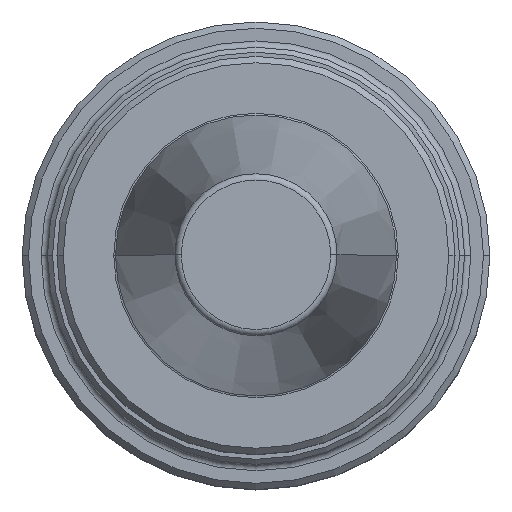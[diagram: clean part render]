
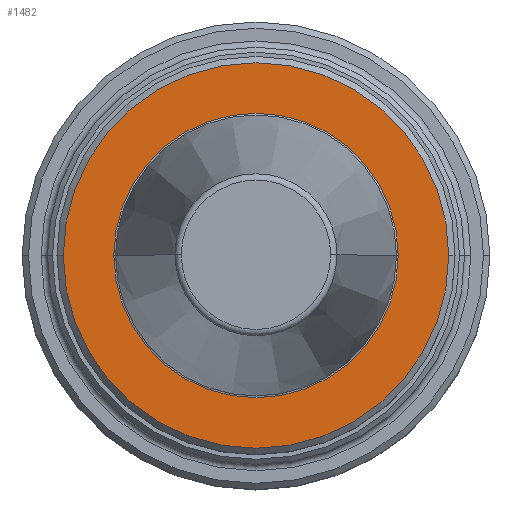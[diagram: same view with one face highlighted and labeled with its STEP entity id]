
A CAD part, top view. The second image highlights one B-rep face of the part: STEP entity #1482.
In plain terms, the highlighted planar face has unit normal (0, 0, 1).
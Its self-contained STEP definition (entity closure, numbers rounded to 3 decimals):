
#48 = FACE_BOUND ( 'NONE', #695, .T. ) ;
#135 = DIRECTION ( 'NONE',  ( 1., 0., 0. ) ) ;
#156 = DIRECTION ( 'NONE',  ( -1., 0., 0. ) ) ;
#202 = AXIS2_PLACEMENT_3D ( 'NONE', #909, #681, #1392 ) ;
#264 = DIRECTION ( 'NONE',  ( 0., 0., 1. ) ) ;
#274 = EDGE_CURVE ( 'NONE', #1146, #795, #947, .T. ) ;
#291 = CARTESIAN_POINT ( 'NONE',  ( -30.5, 0., -2. ) ) ;
#391 = CARTESIAN_POINT ( 'NONE',  ( 0., 0., -2. ) ) ;
#410 = CARTESIAN_POINT ( 'NONE',  ( 0., 0., -2. ) ) ;
#414 = CARTESIAN_POINT ( 'NONE',  ( -22.5, 0., -2. ) ) ;
#425 = CARTESIAN_POINT ( 'NONE',  ( 22.5, 0., -2. ) ) ;
#431 = EDGE_CURVE ( 'NONE', #795, #1146, #955, .T. ) ;
#510 = AXIS2_PLACEMENT_3D ( 'NONE', #391, #1240, #135 ) ;
#562 = DIRECTION ( 'NONE',  ( 1., 0., 0. ) ) ;
#568 = EDGE_CURVE ( 'NONE', #782, #936, #739, .T. ) ;
#595 = ORIENTED_EDGE ( 'NONE', *, *, #651, .F. ) ;
#622 = AXIS2_PLACEMENT_3D ( 'NONE', #1298, #945, #156 ) ;
#627 = ORIENTED_EDGE ( 'NONE', *, *, #431, .T. ) ;
#651 = EDGE_CURVE ( 'NONE', #936, #782, #1373, .T. ) ;
#677 = ORIENTED_EDGE ( 'NONE', *, *, #274, .T. ) ;
#681 = DIRECTION ( 'NONE',  ( 0., 0., 1. ) ) ;
#695 = EDGE_LOOP ( 'NONE', ( #595, #1242 ) ) ;
#739 = CIRCLE ( 'NONE', #777, 22.5 ) ;
#777 = AXIS2_PLACEMENT_3D ( 'NONE', #1558, #264, #562 ) ;
#782 = VERTEX_POINT ( 'NONE', #414 ) ;
#795 = VERTEX_POINT ( 'NONE', #291 ) ;
#811 = PLANE ( 'NONE',  #622 ) ;
#909 = CARTESIAN_POINT ( 'NONE',  ( 0., 0., -2. ) ) ;
#936 = VERTEX_POINT ( 'NONE', #425 ) ;
#945 = DIRECTION ( 'NONE',  ( 0., 0., -1. ) ) ;
#947 = CIRCLE ( 'NONE', #202, 30.5 ) ;
#955 = CIRCLE ( 'NONE', #510, 30.5 ) ;
#1146 = VERTEX_POINT ( 'NONE', #1333 ) ;
#1240 = DIRECTION ( 'NONE',  ( 0., 0., 1. ) ) ;
#1242 = ORIENTED_EDGE ( 'NONE', *, *, #568, .F. ) ;
#1298 = CARTESIAN_POINT ( 'NONE',  ( 0., 30.5, -2. ) ) ;
#1307 = EDGE_LOOP ( 'NONE', ( #627, #677 ) ) ;
#1333 = CARTESIAN_POINT ( 'NONE',  ( 30.5, 0., -2. ) ) ;
#1339 = DIRECTION ( 'NONE',  ( 1., 0., 0. ) ) ;
#1361 = FACE_OUTER_BOUND ( 'NONE', #1307, .T. ) ;
#1373 = CIRCLE ( 'NONE', #1586, 22.5 ) ;
#1392 = DIRECTION ( 'NONE',  ( 1., 0., 0. ) ) ;
#1406 = DIRECTION ( 'NONE',  ( 0., 0., 1. ) ) ;
#1482 = ADVANCED_FACE ( 'NONE', ( #48, #1361 ), #811, .F. ) ;
#1558 = CARTESIAN_POINT ( 'NONE',  ( 0., 0., -2. ) ) ;
#1586 = AXIS2_PLACEMENT_3D ( 'NONE', #410, #1406, #1339 ) ;
